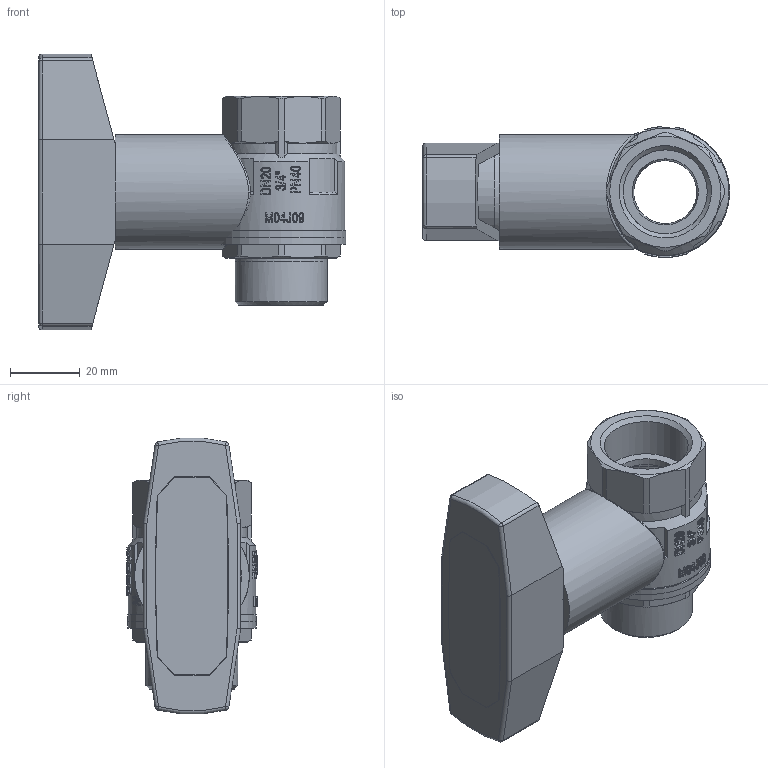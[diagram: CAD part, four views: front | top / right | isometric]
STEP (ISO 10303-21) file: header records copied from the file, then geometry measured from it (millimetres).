
FILE_DESCRIPTION(/* description */ ('Unknown'),/* implementation_level */ '2;1');
FILE_NAME(/* name */ '686-05',/* time_stamp */ '2022-06-15T11:26:21+02:00',/* author */ ('Unknown'),/* organization */ ('Unknown'),/* preprocessor_version */ 'ST-DEVELOPER v16.7',/* originating_system */ 'Solid Edge',/* authorisation */ 'Unknown');
FILE_SCHEMA (('AUTOMOTIVE_DESIGN {1 0 10303 214 3 1 1}'));
Length unit declared in the file: millimetre
Products named in the file (13): 686-05; 610-3_4_oa_0; 600-3_4-Kvrper; 610-3_4_Einschraubteil; 600-3_4-Spindel-co_oa_1; 600-3_4-Spindel; 600-3_4-Stopfbuchse; 94000685-05; 02; SHOUBING; VT0801431006-1; XINZI; VT09011603
Assembly tree (12 placements, depth 3):
  686-05
    610-3_4_oa_0
      600-3_4-Kvrper
      610-3_4_Einschraubteil
    600-3_4-Spindel-co_oa_1
      600-3_4-Spindel
      600-3_4-Stopfbuchse
    94000685-05
      02
      SHOUBING
      VT0801431006-1
      XINZI
      VT09011603
Bounding box: 88.3 x 37.58 x 79.22 mm (x, y, z)
Volume: 64056.2 mm3; surface area: 44078.1 mm2
Topology: 9 solids, 17 shells, 1320 faces, 3582 edges, 2366 vertices
Faces by surface type: plane 1105, cylinder 148, cone 53, torus 6, sphere 6, bspline 2
Full cylindrical faces by diameter (mm): 3.4 x2, 5.4 x4, 6.6 x1, 8.9 x2, 9.1 x1, 9.3 x1, 10 x1, 10.5 x1, 12 x1, 12.5 x1, 14 x2, 17 x1, 18.1 x1, 18.12 x1, 19 x2, 24.117 x1, 25 x1, 26 x2, 26.441 x1, 26.45 x1, 26.5 x2, 28.5 x1, 29.5 x1, 30.5 x1, 32 x1, 32.5 x1, 33 x1, 36.6 x1, 37 x2
Entity records: 53807 total; most frequent: CARTESIAN_POINT 10831, DIRECTION 7997, ORIENTED_EDGE 7000, EDGE_CURVE 3500, AXIS2_PLACEMENT_3D 3275, VERTEX_POINT 2347, ELLIPSE 1526, FACE_BOUND 1471
